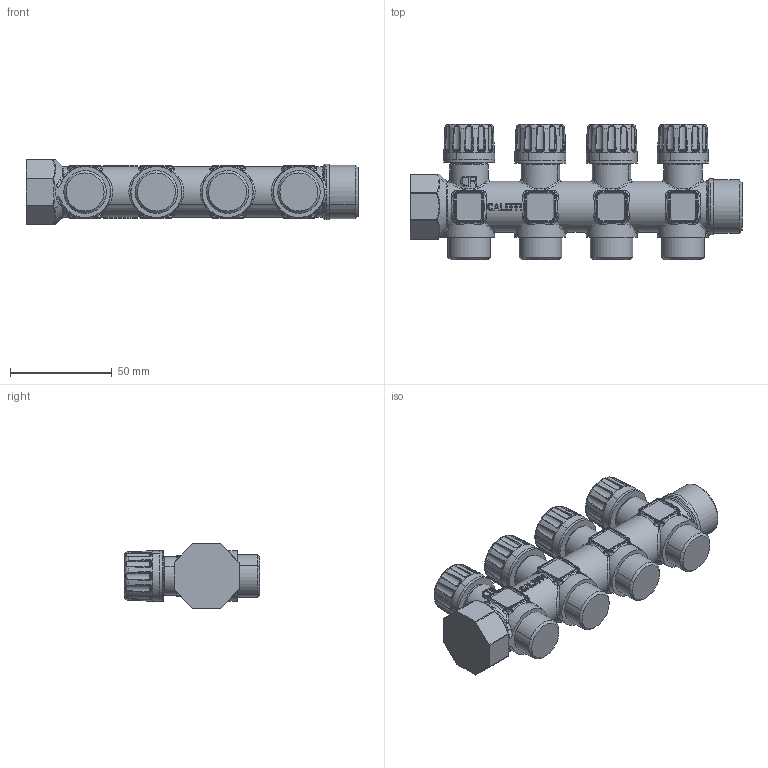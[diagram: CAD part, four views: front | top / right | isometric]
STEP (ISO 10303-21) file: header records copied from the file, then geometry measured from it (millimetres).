
FILE_DESCRIPTION(('CATIA V5 STEP Exchange'),'2;1');
FILE_NAME('STEP_354254_-_TST.stp','2017-03-24T15:57:23+00:00',('none'),('none'),'CATIA Version 5-6 Release 2014 SP5','CATIA V5 STEP AP203','none');
FILE_SCHEMA(('CONFIG_CONTROL_DESIGN'));
Products named in the file (1): 354254 - TST
Bounding box: 163 x 66.41 x 32 mm (x, y, z)
Volume: 157506.2 mm3; surface area: 30614 mm2
Topology: 1 solids, 1 shells, 1870 faces, 4455 edges, 2586 vertices
Faces by surface type: bspline 712, cylinder 349, torus 247, plane 237, cone 129, extrusion 80, sphere 68, revolution 48
Entity records: 93008 total; most frequent: CARTESIAN_POINT 59166, ORIENTED_EDGE 8822, EDGE_CURVE 4411, DIRECTION 3450, VERTEX_POINT 2586, B_SPLINE_CURVE_WITH_KNOTS 2493, EDGE_LOOP 1913, ADVANCED_FACE 1870
